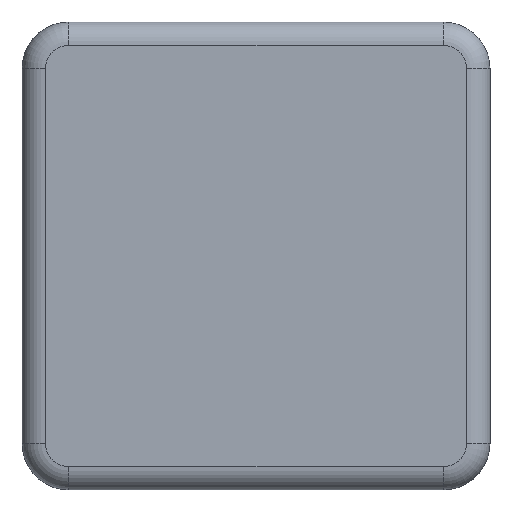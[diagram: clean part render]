
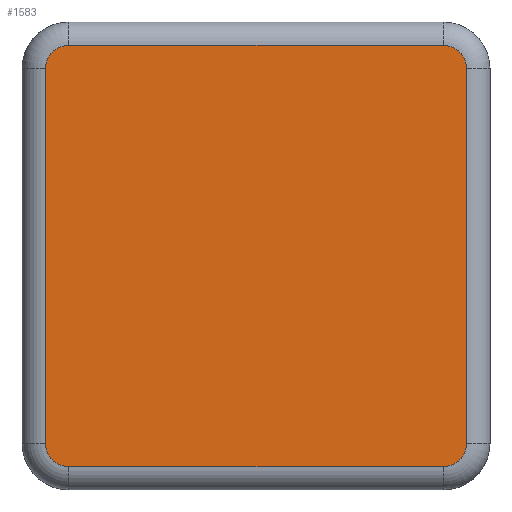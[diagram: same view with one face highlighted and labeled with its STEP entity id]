
A CAD part, left-side view. The second image highlights one B-rep face of the part: STEP entity #1583.
In plain terms, the highlighted face is planar.
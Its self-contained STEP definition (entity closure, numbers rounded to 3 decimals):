
#860 = CYLINDRICAL_SURFACE('',#861,0.063);
#861 = AXIS2_PLACEMENT_3D('',#862,#863,#864);
#862 = CARTESIAN_POINT('',(0.938,0.563,0.125));
#863 = DIRECTION('',(0.,0.,1.));
#864 = DIRECTION('',(1.,0.,0.));
#948 = TOROIDAL_SURFACE('',#949,0.063,0.063);
#949 = AXIS2_PLACEMENT_3D('',#950,#951,#952);
#950 = CARTESIAN_POINT('',(0.938,0.5,0.125));
#951 = DIRECTION('',(-1.,-0.,-0.));
#952 = DIRECTION('',(0.,0.,-1.));
#1047 = VERTEX_POINT('',#1048);
#1048 = CARTESIAN_POINT('',(1.,0.563,0.125));
#1072 = VERTEX_POINT('',#1073);
#1073 = CARTESIAN_POINT('',(1.,0.563,1.125));
#1088 = TOROIDAL_SURFACE('',#1089,0.063,0.063);
#1089 = AXIS2_PLACEMENT_3D('',#1090,#1091,#1092);
#1090 = CARTESIAN_POINT('',(0.938,0.5,1.125));
#1091 = DIRECTION('',(-1.,-0.,-0.));
#1092 = DIRECTION('',(0.,1.,0.));
#1100 = EDGE_CURVE('',#1047,#1072,#1101,.T.);
#1101 = SURFACE_CURVE('',#1102,(#1106,#1113),.PCURVE_S1.);
#1102 = LINE('',#1103,#1104);
#1103 = CARTESIAN_POINT('',(1.,0.563,0.125));
#1104 = VECTOR('',#1105,1.);
#1105 = DIRECTION('',(0.,0.,1.));
#1106 = PCURVE('',#860,#1107);
#1107 = DEFINITIONAL_REPRESENTATION('',(#1108),#1112);
#1108 = LINE('',#1109,#1110);
#1109 = CARTESIAN_POINT('',(0.,0.));
#1110 = VECTOR('',#1111,1.);
#1111 = DIRECTION('',(0.,1.));
#1112 = ( GEOMETRIC_REPRESENTATION_CONTEXT(2) 
PARAMETRIC_REPRESENTATION_CONTEXT() REPRESENTATION_CONTEXT('2D SPACE',''
  ) );
#1113 = PCURVE('',#1114,#1119);
#1114 = PLANE('',#1115);
#1115 = AXIS2_PLACEMENT_3D('',#1116,#1117,#1118);
#1116 = CARTESIAN_POINT('',(1.,0.625,0.));
#1117 = DIRECTION('',(1.,0.,0.));
#1118 = DIRECTION('',(0.,-1.,0.));
#1119 = DEFINITIONAL_REPRESENTATION('',(#1120),#1124);
#1120 = LINE('',#1121,#1122);
#1121 = CARTESIAN_POINT('',(0.063,-0.125));
#1122 = VECTOR('',#1123,1.);
#1123 = DIRECTION('',(0.,-1.));
#1124 = ( GEOMETRIC_REPRESENTATION_CONTEXT(2) 
PARAMETRIC_REPRESENTATION_CONTEXT() REPRESENTATION_CONTEXT('2D SPACE',''
  ) );
#1264 = VERTEX_POINT('',#1265);
#1265 = CARTESIAN_POINT('',(1.,0.5,0.063));
#1280 = CYLINDRICAL_SURFACE('',#1281,0.063);
#1281 = AXIS2_PLACEMENT_3D('',#1282,#1283,#1284);
#1282 = CARTESIAN_POINT('',(0.938,-0.5,0.063));
#1283 = DIRECTION('',(0.,1.,0.));
#1284 = DIRECTION('',(1.,0.,0.));
#1292 = EDGE_CURVE('',#1264,#1047,#1293,.T.);
#1293 = SURFACE_CURVE('',#1294,(#1299,#1306),.PCURVE_S1.);
#1294 = CIRCLE('',#1295,0.063);
#1295 = AXIS2_PLACEMENT_3D('',#1296,#1297,#1298);
#1296 = CARTESIAN_POINT('',(1.,0.5,0.125));
#1297 = DIRECTION('',(1.,-0.,0.));
#1298 = DIRECTION('',(0.,0.,-1.));
#1299 = PCURVE('',#948,#1300);
#1300 = DEFINITIONAL_REPRESENTATION('',(#1301),#1305);
#1301 = LINE('',#1302,#1303);
#1302 = CARTESIAN_POINT('',(-0.,4.712));
#1303 = VECTOR('',#1304,1.);
#1304 = DIRECTION('',(-1.,0.));
#1305 = ( GEOMETRIC_REPRESENTATION_CONTEXT(2) 
PARAMETRIC_REPRESENTATION_CONTEXT() REPRESENTATION_CONTEXT('2D SPACE',''
  ) );
#1306 = PCURVE('',#1114,#1307);
#1307 = DEFINITIONAL_REPRESENTATION('',(#1308),#1312);
#1308 = CIRCLE('',#1309,0.063);
#1309 = AXIS2_PLACEMENT_2D('',#1310,#1311);
#1310 = CARTESIAN_POINT('',(0.125,-0.125));
#1311 = DIRECTION('',(0.,1.));
#1312 = ( GEOMETRIC_REPRESENTATION_CONTEXT(2) 
PARAMETRIC_REPRESENTATION_CONTEXT() REPRESENTATION_CONTEXT('2D SPACE',''
  ) );
#1583 = ADVANCED_FACE('',(#1584),#1114,.T.);
#1584 = FACE_BOUND('',#1585,.T.);
#1585 = EDGE_LOOP('',(#1586,#1616,#1645,#1673,#1702,#1723,#1724,#1725));
#1586 = ORIENTED_EDGE('',*,*,#1587,.T.);
#1587 = EDGE_CURVE('',#1588,#1590,#1592,.T.);
#1588 = VERTEX_POINT('',#1589);
#1589 = CARTESIAN_POINT('',(1.,0.5,1.188));
#1590 = VERTEX_POINT('',#1591);
#1591 = CARTESIAN_POINT('',(1.,-0.5,1.188));
#1592 = SURFACE_CURVE('',#1593,(#1597,#1604),.PCURVE_S1.);
#1593 = LINE('',#1594,#1595);
#1594 = CARTESIAN_POINT('',(1.,0.5,1.188));
#1595 = VECTOR('',#1596,1.);
#1596 = DIRECTION('',(0.,-1.,0.));
#1597 = PCURVE('',#1114,#1598);
#1598 = DEFINITIONAL_REPRESENTATION('',(#1599),#1603);
#1599 = LINE('',#1600,#1601);
#1600 = CARTESIAN_POINT('',(0.125,-1.188));
#1601 = VECTOR('',#1602,1.);
#1602 = DIRECTION('',(1.,0.));
#1603 = ( GEOMETRIC_REPRESENTATION_CONTEXT(2) 
PARAMETRIC_REPRESENTATION_CONTEXT() REPRESENTATION_CONTEXT('2D SPACE',''
  ) );
#1604 = PCURVE('',#1605,#1610);
#1605 = CYLINDRICAL_SURFACE('',#1606,0.063);
#1606 = AXIS2_PLACEMENT_3D('',#1607,#1608,#1609);
#1607 = CARTESIAN_POINT('',(0.938,0.5,1.188));
#1608 = DIRECTION('',(0.,-1.,0.));
#1609 = DIRECTION('',(1.,0.,0.));
#1610 = DEFINITIONAL_REPRESENTATION('',(#1611),#1615);
#1611 = LINE('',#1612,#1613);
#1612 = CARTESIAN_POINT('',(0.,0.));
#1613 = VECTOR('',#1614,1.);
#1614 = DIRECTION('',(0.,1.));
#1615 = ( GEOMETRIC_REPRESENTATION_CONTEXT(2) 
PARAMETRIC_REPRESENTATION_CONTEXT() REPRESENTATION_CONTEXT('2D SPACE',''
  ) );
#1616 = ORIENTED_EDGE('',*,*,#1617,.T.);
#1617 = EDGE_CURVE('',#1590,#1618,#1620,.T.);
#1618 = VERTEX_POINT('',#1619);
#1619 = CARTESIAN_POINT('',(1.,-0.563,1.125));
#1620 = SURFACE_CURVE('',#1621,(#1626,#1633),.PCURVE_S1.);
#1621 = CIRCLE('',#1622,0.063);
#1622 = AXIS2_PLACEMENT_3D('',#1623,#1624,#1625);
#1623 = CARTESIAN_POINT('',(1.,-0.5,1.125));
#1624 = DIRECTION('',(1.,0.,-0.));
#1625 = DIRECTION('',(0.,0.,1.));
#1626 = PCURVE('',#1114,#1627);
#1627 = DEFINITIONAL_REPRESENTATION('',(#1628),#1632);
#1628 = CIRCLE('',#1629,0.063);
#1629 = AXIS2_PLACEMENT_2D('',#1630,#1631);
#1630 = CARTESIAN_POINT('',(1.125,-1.125));
#1631 = DIRECTION('',(0.,-1.));
#1632 = ( GEOMETRIC_REPRESENTATION_CONTEXT(2) 
PARAMETRIC_REPRESENTATION_CONTEXT() REPRESENTATION_CONTEXT('2D SPACE',''
  ) );
#1633 = PCURVE('',#1634,#1639);
#1634 = TOROIDAL_SURFACE('',#1635,0.063,0.063);
#1635 = AXIS2_PLACEMENT_3D('',#1636,#1637,#1638);
#1636 = CARTESIAN_POINT('',(0.938,-0.5,1.125));
#1637 = DIRECTION('',(-1.,-0.,-0.));
#1638 = DIRECTION('',(0.,0.,1.));
#1639 = DEFINITIONAL_REPRESENTATION('',(#1640),#1644);
#1640 = LINE('',#1641,#1642);
#1641 = CARTESIAN_POINT('',(-0.,4.712));
#1642 = VECTOR('',#1643,1.);
#1643 = DIRECTION('',(-1.,0.));
#1644 = ( GEOMETRIC_REPRESENTATION_CONTEXT(2) 
PARAMETRIC_REPRESENTATION_CONTEXT() REPRESENTATION_CONTEXT('2D SPACE',''
  ) );
#1645 = ORIENTED_EDGE('',*,*,#1646,.T.);
#1646 = EDGE_CURVE('',#1618,#1647,#1649,.T.);
#1647 = VERTEX_POINT('',#1648);
#1648 = CARTESIAN_POINT('',(1.,-0.563,0.125));
#1649 = SURFACE_CURVE('',#1650,(#1654,#1661),.PCURVE_S1.);
#1650 = LINE('',#1651,#1652);
#1651 = CARTESIAN_POINT('',(1.,-0.563,1.125));
#1652 = VECTOR('',#1653,1.);
#1653 = DIRECTION('',(-0.,-0.,-1.));
#1654 = PCURVE('',#1114,#1655);
#1655 = DEFINITIONAL_REPRESENTATION('',(#1656),#1660);
#1656 = LINE('',#1657,#1658);
#1657 = CARTESIAN_POINT('',(1.188,-1.125));
#1658 = VECTOR('',#1659,1.);
#1659 = DIRECTION('',(0.,1.));
#1660 = ( GEOMETRIC_REPRESENTATION_CONTEXT(2) 
PARAMETRIC_REPRESENTATION_CONTEXT() REPRESENTATION_CONTEXT('2D SPACE',''
  ) );
#1661 = PCURVE('',#1662,#1667);
#1662 = CYLINDRICAL_SURFACE('',#1663,0.063);
#1663 = AXIS2_PLACEMENT_3D('',#1664,#1665,#1666);
#1664 = CARTESIAN_POINT('',(0.938,-0.563,1.125));
#1665 = DIRECTION('',(-0.,-0.,-1.));
#1666 = DIRECTION('',(1.,0.,0.));
#1667 = DEFINITIONAL_REPRESENTATION('',(#1668),#1672);
#1668 = LINE('',#1669,#1670);
#1669 = CARTESIAN_POINT('',(0.,0.));
#1670 = VECTOR('',#1671,1.);
#1671 = DIRECTION('',(0.,1.));
#1672 = ( GEOMETRIC_REPRESENTATION_CONTEXT(2) 
PARAMETRIC_REPRESENTATION_CONTEXT() REPRESENTATION_CONTEXT('2D SPACE',''
  ) );
#1673 = ORIENTED_EDGE('',*,*,#1674,.T.);
#1674 = EDGE_CURVE('',#1647,#1675,#1677,.T.);
#1675 = VERTEX_POINT('',#1676);
#1676 = CARTESIAN_POINT('',(1.,-0.5,0.063));
#1677 = SURFACE_CURVE('',#1678,(#1683,#1690),.PCURVE_S1.);
#1678 = CIRCLE('',#1679,0.063);
#1679 = AXIS2_PLACEMENT_3D('',#1680,#1681,#1682);
#1680 = CARTESIAN_POINT('',(1.,-0.5,0.125));
#1681 = DIRECTION('',(1.,0.,0.));
#1682 = DIRECTION('',(0.,-1.,0.));
#1683 = PCURVE('',#1114,#1684);
#1684 = DEFINITIONAL_REPRESENTATION('',(#1685),#1689);
#1685 = CIRCLE('',#1686,0.063);
#1686 = AXIS2_PLACEMENT_2D('',#1687,#1688);
#1687 = CARTESIAN_POINT('',(1.125,-0.125));
#1688 = DIRECTION('',(1.,0.));
#1689 = ( GEOMETRIC_REPRESENTATION_CONTEXT(2) 
PARAMETRIC_REPRESENTATION_CONTEXT() REPRESENTATION_CONTEXT('2D SPACE',''
  ) );
#1690 = PCURVE('',#1691,#1696);
#1691 = TOROIDAL_SURFACE('',#1692,0.063,0.063);
#1692 = AXIS2_PLACEMENT_3D('',#1693,#1694,#1695);
#1693 = CARTESIAN_POINT('',(0.938,-0.5,0.125));
#1694 = DIRECTION('',(-1.,-0.,-0.));
#1695 = DIRECTION('',(0.,-1.,0.));
#1696 = DEFINITIONAL_REPRESENTATION('',(#1697),#1701);
#1697 = LINE('',#1698,#1699);
#1698 = CARTESIAN_POINT('',(-0.,4.712));
#1699 = VECTOR('',#1700,1.);
#1700 = DIRECTION('',(-1.,0.));
#1701 = ( GEOMETRIC_REPRESENTATION_CONTEXT(2) 
PARAMETRIC_REPRESENTATION_CONTEXT() REPRESENTATION_CONTEXT('2D SPACE',''
  ) );
#1702 = ORIENTED_EDGE('',*,*,#1703,.T.);
#1703 = EDGE_CURVE('',#1675,#1264,#1704,.T.);
#1704 = SURFACE_CURVE('',#1705,(#1709,#1716),.PCURVE_S1.);
#1705 = LINE('',#1706,#1707);
#1706 = CARTESIAN_POINT('',(1.,-0.5,0.063));
#1707 = VECTOR('',#1708,1.);
#1708 = DIRECTION('',(0.,1.,0.));
#1709 = PCURVE('',#1114,#1710);
#1710 = DEFINITIONAL_REPRESENTATION('',(#1711),#1715);
#1711 = LINE('',#1712,#1713);
#1712 = CARTESIAN_POINT('',(1.125,-0.063));
#1713 = VECTOR('',#1714,1.);
#1714 = DIRECTION('',(-1.,0.));
#1715 = ( GEOMETRIC_REPRESENTATION_CONTEXT(2) 
PARAMETRIC_REPRESENTATION_CONTEXT() REPRESENTATION_CONTEXT('2D SPACE',''
  ) );
#1716 = PCURVE('',#1280,#1717);
#1717 = DEFINITIONAL_REPRESENTATION('',(#1718),#1722);
#1718 = LINE('',#1719,#1720);
#1719 = CARTESIAN_POINT('',(0.,0.));
#1720 = VECTOR('',#1721,1.);
#1721 = DIRECTION('',(0.,1.));
#1722 = ( GEOMETRIC_REPRESENTATION_CONTEXT(2) 
PARAMETRIC_REPRESENTATION_CONTEXT() REPRESENTATION_CONTEXT('2D SPACE',''
  ) );
#1723 = ORIENTED_EDGE('',*,*,#1292,.T.);
#1724 = ORIENTED_EDGE('',*,*,#1100,.T.);
#1725 = ORIENTED_EDGE('',*,*,#1726,.T.);
#1726 = EDGE_CURVE('',#1072,#1588,#1727,.T.);
#1727 = SURFACE_CURVE('',#1728,(#1733,#1740),.PCURVE_S1.);
#1728 = CIRCLE('',#1729,0.063);
#1729 = AXIS2_PLACEMENT_3D('',#1730,#1731,#1732);
#1730 = CARTESIAN_POINT('',(1.,0.5,1.125));
#1731 = DIRECTION('',(1.,0.,0.));
#1732 = DIRECTION('',(0.,1.,0.));
#1733 = PCURVE('',#1114,#1734);
#1734 = DEFINITIONAL_REPRESENTATION('',(#1735),#1739);
#1735 = CIRCLE('',#1736,0.063);
#1736 = AXIS2_PLACEMENT_2D('',#1737,#1738);
#1737 = CARTESIAN_POINT('',(0.125,-1.125));
#1738 = DIRECTION('',(-1.,0.));
#1739 = ( GEOMETRIC_REPRESENTATION_CONTEXT(2) 
PARAMETRIC_REPRESENTATION_CONTEXT() REPRESENTATION_CONTEXT('2D SPACE',''
  ) );
#1740 = PCURVE('',#1088,#1741);
#1741 = DEFINITIONAL_REPRESENTATION('',(#1742),#1746);
#1742 = LINE('',#1743,#1744);
#1743 = CARTESIAN_POINT('',(-0.,4.712));
#1744 = VECTOR('',#1745,1.);
#1745 = DIRECTION('',(-1.,0.));
#1746 = ( GEOMETRIC_REPRESENTATION_CONTEXT(2) 
PARAMETRIC_REPRESENTATION_CONTEXT() REPRESENTATION_CONTEXT('2D SPACE',''
  ) );
